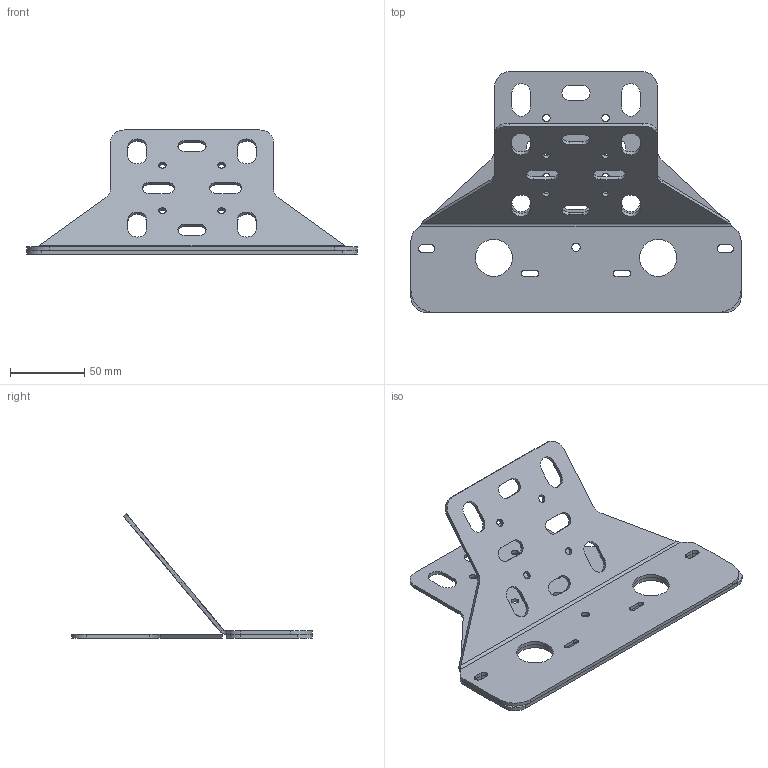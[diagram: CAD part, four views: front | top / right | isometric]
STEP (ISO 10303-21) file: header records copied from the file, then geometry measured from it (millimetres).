
FILE_DESCRIPTION(/* description */ ('STEP AP242','CAx-IF Rec.Pracs.---Representation and Presentation of Product Manufacturing Information (PMI)---4.0---2014-10-13','CAx-IF Rec.Pracs.---3D Tessellated Geometry---0.4---2014-09-14','2;1'),/* implementation_level */ '2;1');
FILE_NAME(/* name */ '64bed8e92e23953fb1c97c84',/* time_stamp */ '2023-07-24T20:02:49Z',/* author */ (''),/* organization */ (''),/* preprocessor_version */ 'ST-DEVELOPER v19.4',/* originating_system */ ' ',/* authorisation */ ' ');
FILE_SCHEMA (('AP242_MANAGED_MODEL_BASED_3D_ENGINEERING_MIM_LF { 1 0 10303 442 1 1 4 }'));
Length unit declared in the file: metre
Products named in the file (5): Part 1; Part 2; Part 5; Part 4; Part 3
Bounding box: 223 x 162.5 x 83.96 mm (x, y, z)
Volume: 117673.4 mm3; surface area: 104689.6 mm2
Topology: 5 solids, 5 shells, 164 faces, 462 edges, 308 vertices
Faces by surface type: plane 86, cylinder 74, bspline 4
Full cylindrical faces by diameter (mm): 5 x8, 5.5 x2, 25 x4
Entity records: 5679 total; most frequent: CARTESIAN_POINT 1085, DIRECTION 922, ORIENTED_EDGE 896, EDGE_CURVE 448, AXIS2_PLACEMENT_3D 313, VERTEX_POINT 308, LINE 296, VECTOR 296
